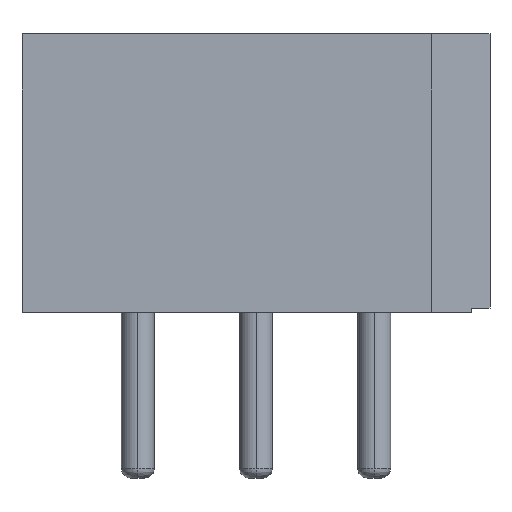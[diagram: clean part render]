
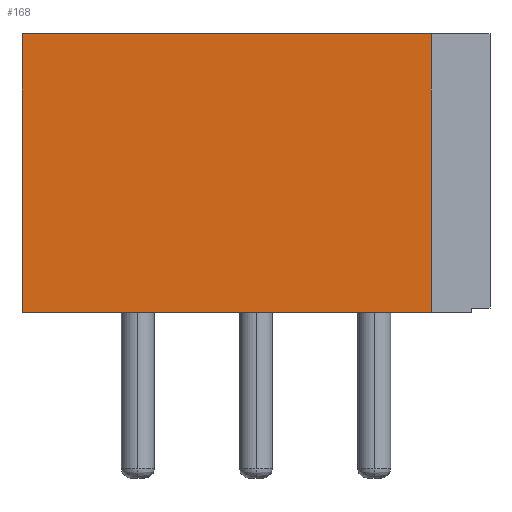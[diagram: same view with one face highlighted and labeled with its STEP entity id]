
A CAD part, front view. The second image highlights one B-rep face of the part: STEP entity #168.
In plain terms, the highlighted planar face has unit normal (0, -1, 0).
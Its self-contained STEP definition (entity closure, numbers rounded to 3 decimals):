
#22 = VERTEX_POINT('',#23);
#23 = CARTESIAN_POINT('',(1.21,-1.8,0.018));
#31 = EDGE_CURVE('',#32,#22,#34,.T.);
#32 = VERTEX_POINT('',#33);
#33 = CARTESIAN_POINT('',(-7.45,-1.8,0.018));
#34 = LINE('',#35,#36);
#35 = CARTESIAN_POINT('',(-7.45,-1.8,0.018));
#36 = VECTOR('',#37,1.);
#37 = DIRECTION('',(1.,0.,0.));
#149 = VERTEX_POINT('',#150);
#150 = CARTESIAN_POINT('',(1.21,-1.8,5.918));
#156 = EDGE_CURVE('',#22,#149,#157,.T.);
#157 = LINE('',#158,#159);
#158 = CARTESIAN_POINT('',(1.21,-1.8,0.018));
#159 = VECTOR('',#160,1.);
#160 = DIRECTION('',(0.,0.,1.));
#168 = ADVANCED_FACE('',(#169),#187,.T.);
#169 = FACE_BOUND('',#170,.T.);
#170 = EDGE_LOOP('',(#171,#172,#180,#186));
#171 = ORIENTED_EDGE('',*,*,#156,.T.);
#172 = ORIENTED_EDGE('',*,*,#173,.F.);
#173 = EDGE_CURVE('',#174,#149,#176,.T.);
#174 = VERTEX_POINT('',#175);
#175 = CARTESIAN_POINT('',(-7.45,-1.8,5.918));
#176 = LINE('',#177,#178);
#177 = CARTESIAN_POINT('',(-7.45,-1.8,5.918));
#178 = VECTOR('',#179,1.);
#179 = DIRECTION('',(1.,0.,0.));
#180 = ORIENTED_EDGE('',*,*,#181,.F.);
#181 = EDGE_CURVE('',#32,#174,#182,.T.);
#182 = LINE('',#183,#184);
#183 = CARTESIAN_POINT('',(-7.45,-1.8,0.018));
#184 = VECTOR('',#185,1.);
#185 = DIRECTION('',(0.,0.,1.));
#186 = ORIENTED_EDGE('',*,*,#31,.T.);
#187 = PLANE('',#188);
#188 = AXIS2_PLACEMENT_3D('',#189,#190,#191);
#189 = CARTESIAN_POINT('',(-7.45,-1.8,0.018));
#190 = DIRECTION('',(0.,-1.,0.));
#191 = DIRECTION('',(0.,0.,-1.));
